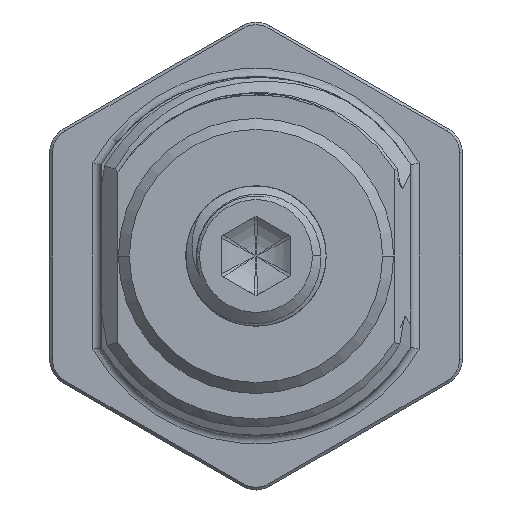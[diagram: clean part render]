
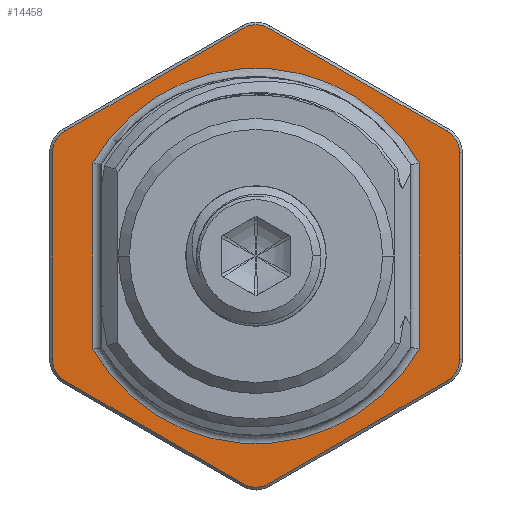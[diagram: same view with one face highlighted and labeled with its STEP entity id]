
A CAD part, front view. The second image highlights one B-rep face of the part: STEP entity #14458.
In plain terms, the highlighted planar face has unit normal (0, -1, 0).
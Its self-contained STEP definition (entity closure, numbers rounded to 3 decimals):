
#1061=CARTESIAN_POINT('',(16.51,5.08,9.532));
#1062=DIRECTION('',(0.,-1.,0.));
#1063=DIRECTION('',(1.,0.,0.));
#1064=AXIS2_PLACEMENT_3D('',#1061,#1062,#1063);
#1066=DIRECTION('',(0.,0.,1.));
#1067=VECTOR('',#1066,19.064);
#1068=CARTESIAN_POINT('',(18.796,5.08,-9.532));
#1069=LINE('',#1068,#1067);
#1070=CARTESIAN_POINT('',(16.51,5.08,-9.532));
#1071=DIRECTION('',(0.,-1.,0.));
#1072=DIRECTION('',(0.5,0.,-0.866));
#1073=AXIS2_PLACEMENT_3D('',#1070,#1071,#1072);
#1075=DIRECTION('',(0.866,0.,0.5));
#1076=VECTOR('',#1075,19.064);
#1077=CARTESIAN_POINT('',(1.143,5.08,-21.044));
#1078=LINE('',#1077,#1076);
#1079=CARTESIAN_POINT('',(0.,5.08,-19.064));
#1080=DIRECTION('',(0.,-1.,0.));
#1081=DIRECTION('',(-0.5,0.,-0.866));
#1082=AXIS2_PLACEMENT_3D('',#1079,#1080,#1081);
#1084=DIRECTION('',(0.866,0.,-0.5));
#1085=VECTOR('',#1084,19.064);
#1086=CARTESIAN_POINT('',(-17.653,5.08,
-11.512));
#1087=LINE('',#1086,#1085);
#1088=CARTESIAN_POINT('',(-16.51,5.08,-9.532));
#1089=DIRECTION('',(0.,-1.,0.));
#1090=DIRECTION('',(-1.,0.,0.));
#1091=AXIS2_PLACEMENT_3D('',#1088,#1089,#1090);
#1093=DIRECTION('',(0.,0.,-1.));
#1094=VECTOR('',#1093,19.064);
#1095=CARTESIAN_POINT('',(-18.796,5.08,9.532));
#1096=LINE('',#1095,#1094);
#1097=CARTESIAN_POINT('',(-16.51,5.08,9.532));
#1098=DIRECTION('',(0.,-1.,0.));
#1099=DIRECTION('',(-0.5,0.,0.866));
#1100=AXIS2_PLACEMENT_3D('',#1097,#1098,#1099);
#1102=DIRECTION('',(-0.866,0.,-0.5));
#1103=VECTOR('',#1102,19.064);
#1104=CARTESIAN_POINT('',(-1.143,5.08,21.044));
#1105=LINE('',#1104,#1103);
#1106=CARTESIAN_POINT('',(0.,5.08,19.064));
#1107=DIRECTION('',(0.,-1.,0.));
#1108=DIRECTION('',(0.5,0.,0.866));
#1109=AXIS2_PLACEMENT_3D('',#1106,#1107,#1108);
#1111=DIRECTION('',(-0.866,0.,0.5));
#1112=VECTOR('',#1111,19.064);
#1113=CARTESIAN_POINT('',(17.653,5.08,11.512));
#1114=LINE('',#1113,#1112);
#1115=DIRECTION('',(0.,0.,-1.));
#1116=VECTOR('',#1115,17.208);
#1117=CARTESIAN_POINT('',(15.05,5.08,8.604));
#1118=LINE('',#1117,#1116);
#1119=CARTESIAN_POINT('',(0.,5.08,0.));
#1120=DIRECTION('',(0.,-1.,0.));
#1121=DIRECTION('',(0.868,0.,0.496));
#1122=AXIS2_PLACEMENT_3D('',#1119,#1120,#1121);
#1124=DIRECTION('',(0.,0.,1.));
#1125=VECTOR('',#1124,17.208);
#1126=CARTESIAN_POINT('',(-15.05,5.08,-8.604));
#1127=LINE('',#1126,#1125);
#1128=CARTESIAN_POINT('',(0.,5.08,0.));
#1129=DIRECTION('',(0.,-1.,0.));
#1130=DIRECTION('',(-0.868,0.,-0.496));
#1131=AXIS2_PLACEMENT_3D('',#1128,#1129,#1130);
#13405=CARTESIAN_POINT('',(15.05,5.08,8.604));
#13406=CARTESIAN_POINT('',(15.05,5.08,-8.604));
#13407=VERTEX_POINT('',#13405);
#13408=VERTEX_POINT('',#13406);
#13413=CARTESIAN_POINT('',(-15.05,5.08,-8.604));
#13414=CARTESIAN_POINT('',(-15.05,5.08,8.604));
#13415=VERTEX_POINT('',#13413);
#13416=VERTEX_POINT('',#13414);
#13465=CARTESIAN_POINT('',(18.796,5.08,9.532));
#13466=CARTESIAN_POINT('',(17.653,5.08,11.512));
#13467=VERTEX_POINT('',#13465);
#13468=VERTEX_POINT('',#13466);
#13473=CARTESIAN_POINT('',(1.143,5.08,21.044));
#13474=VERTEX_POINT('',#13473);
#13477=CARTESIAN_POINT('',(-1.143,5.08,21.044));
#13478=VERTEX_POINT('',#13477);
#13481=CARTESIAN_POINT('',(-17.653,5.08,
11.512));
#13482=VERTEX_POINT('',#13481);
#13485=CARTESIAN_POINT('',(-18.796,5.08,9.532));
#13486=VERTEX_POINT('',#13485);
#13489=CARTESIAN_POINT('',(-18.796,5.08,
-9.532));
#13490=VERTEX_POINT('',#13489);
#13493=CARTESIAN_POINT('',(-17.653,5.08,-11.512));
#13494=VERTEX_POINT('',#13493);
#13497=CARTESIAN_POINT('',(-1.143,5.08,
-21.044));
#13498=VERTEX_POINT('',#13497);
#13501=CARTESIAN_POINT('',(1.143,5.08,-21.044));
#13502=VERTEX_POINT('',#13501);
#13505=CARTESIAN_POINT('',(17.653,5.08,
-11.512));
#13506=VERTEX_POINT('',#13505);
#13509=CARTESIAN_POINT('',(18.796,5.08,-9.532));
#13510=VERTEX_POINT('',#13509);
#14421=CARTESIAN_POINT('',(0.,5.08,0.));
#14422=DIRECTION('',(0.,1.,0.));
#14423=DIRECTION('',(1.,0.,0.));
#14424=AXIS2_PLACEMENT_3D('',#14421,#14422,#14423);
#14425=PLANE('',#14424);
#14427=ORIENTED_EDGE('',*,*,#14426,.F.);
#14429=ORIENTED_EDGE('',*,*,#14428,.F.);
#14431=ORIENTED_EDGE('',*,*,#14430,.F.);
#14433=ORIENTED_EDGE('',*,*,#14432,.F.);
#14435=ORIENTED_EDGE('',*,*,#14434,.F.);
#14437=ORIENTED_EDGE('',*,*,#14436,.F.);
#14439=ORIENTED_EDGE('',*,*,#14438,.F.);
#14441=ORIENTED_EDGE('',*,*,#14440,.F.);
#14443=ORIENTED_EDGE('',*,*,#14442,.F.);
#14445=ORIENTED_EDGE('',*,*,#14444,.F.);
#14447=ORIENTED_EDGE('',*,*,#14446,.F.);
#14449=ORIENTED_EDGE('',*,*,#14448,.F.);
#14450=EDGE_LOOP('',(#14427,#14429,#14431,#14433,#14435,#14437,#14439,#14441,
#14443,#14445,#14447,#14449));
#14451=FACE_OUTER_BOUND('',#14450,.F.);
#14452=ORIENTED_EDGE('',*,*,#14401,.F.);
#14453=ORIENTED_EDGE('',*,*,#14413,.T.);
#14454=ORIENTED_EDGE('',*,*,#14244,.F.);
#14455=ORIENTED_EDGE('',*,*,#14261,.T.);
#14456=EDGE_LOOP('',(#14452,#14453,#14454,#14455));
#14457=FACE_BOUND('',#14456,.F.);
#14458=ADVANCED_FACE('',(#14451,#14457),#14425,.F.);
#1065=CIRCLE('',#1064,2.286);
#1074=CIRCLE('',#1073,2.286);
#1083=CIRCLE('',#1082,2.286);
#1092=CIRCLE('',#1091,2.286);
#1101=CIRCLE('',#1100,2.286);
#1110=CIRCLE('',#1109,2.286);
#1123=CIRCLE('',#1122,17.336);
#1132=CIRCLE('',#1131,17.336);
#14244=EDGE_CURVE('',#13415,#13416,#1127,.T.);
#14261=EDGE_CURVE('',#13415,#13408,#1132,.T.);
#14401=EDGE_CURVE('',#13407,#13408,#1118,.T.);
#14413=EDGE_CURVE('',#13407,#13416,#1123,.T.);
#14426=EDGE_CURVE('',#13467,#13468,#1065,.T.);
#14428=EDGE_CURVE('',#13510,#13467,#1069,.T.);
#14430=EDGE_CURVE('',#13506,#13510,#1074,.T.);
#14432=EDGE_CURVE('',#13502,#13506,#1078,.T.);
#14434=EDGE_CURVE('',#13498,#13502,#1083,.T.);
#14436=EDGE_CURVE('',#13494,#13498,#1087,.T.);
#14438=EDGE_CURVE('',#13490,#13494,#1092,.T.);
#14440=EDGE_CURVE('',#13486,#13490,#1096,.T.);
#14442=EDGE_CURVE('',#13482,#13486,#1101,.T.);
#14444=EDGE_CURVE('',#13478,#13482,#1105,.T.);
#14446=EDGE_CURVE('',#13474,#13478,#1110,.T.);
#14448=EDGE_CURVE('',#13468,#13474,#1114,.T.);
